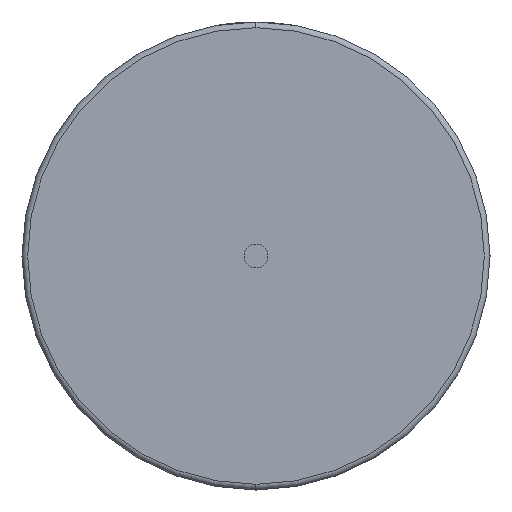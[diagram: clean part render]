
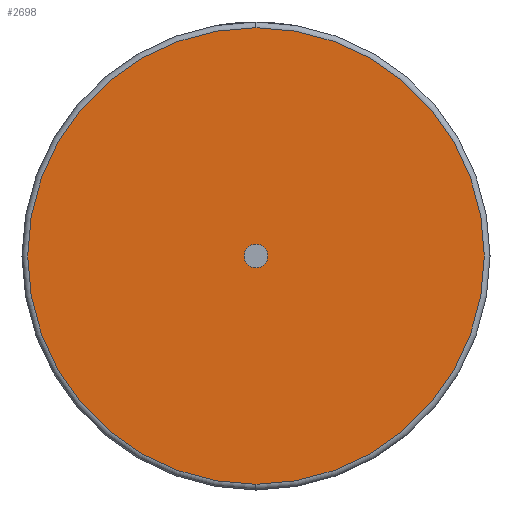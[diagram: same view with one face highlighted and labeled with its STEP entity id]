
A CAD part, left-side view. The second image highlights one B-rep face of the part: STEP entity #2698.
In plain terms, the highlighted planar face has unit normal (-1, 0, 0).
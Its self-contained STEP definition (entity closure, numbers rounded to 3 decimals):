
#481 = CIRCLE ( 'NONE', #3908, 10. ) ;
#573 = CARTESIAN_POINT ( 'NONE',  ( 0., 0., -10. ) ) ;
#788 = EDGE_LOOP ( 'NONE', ( #1729, #2569 ) ) ;
#876 = VERTEX_POINT ( 'NONE', #3490 ) ;
#909 = AXIS2_PLACEMENT_3D ( 'NONE', #3959, #4315, #4639 ) ;
#1264 = AXIS2_PLACEMENT_3D ( 'NONE', #4303, #2104, #1782 ) ;
#1364 = DIRECTION ( 'NONE',  ( 0., 0., -1. ) ) ;
#1655 = EDGE_LOOP ( 'NONE', ( #4739, #4119 ) ) ;
#1729 = ORIENTED_EDGE ( 'NONE', *, *, #2750, .F. ) ;
#1782 = DIRECTION ( 'NONE',  ( 0., 0., -1. ) ) ;
#1840 = DIRECTION ( 'NONE',  ( 0., 0., -1. ) ) ;
#1896 = VERTEX_POINT ( 'NONE', #4067 ) ;
#1905 = EDGE_CURVE ( 'NONE', #1896, #2633, #481, .T. ) ;
#2041 = VERTEX_POINT ( 'NONE', #3774 ) ;
#2089 = DIRECTION ( 'NONE',  ( -1., 0., 0. ) ) ;
#2104 = DIRECTION ( 'NONE',  ( -1., 0., 0. ) ) ;
#2135 = CARTESIAN_POINT ( 'NONE',  ( 0., 0., 0. ) ) ;
#2569 = ORIENTED_EDGE ( 'NONE', *, *, #2727, .F. ) ;
#2633 = VERTEX_POINT ( 'NONE', #573 ) ;
#2698 = ADVANCED_FACE ( 'NONE', ( #3754, #4605 ), #4271, .F. ) ;
#2727 = EDGE_CURVE ( 'NONE', #2041, #876, #3951, .T. ) ;
#2750 = EDGE_CURVE ( 'NONE', #876, #2041, #3727, .T. ) ;
#2807 = CARTESIAN_POINT ( 'NONE',  ( 0., 0., 0. ) ) ;
#2878 = AXIS2_PLACEMENT_3D ( 'NONE', #2135, #2089, #4712 ) ;
#3276 = DIRECTION ( 'NONE',  ( -1., 0., 0. ) ) ;
#3490 = CARTESIAN_POINT ( 'NONE',  ( 0., 0., -0.515 ) ) ;
#3727 = CIRCLE ( 'NONE', #2878, 0.515 ) ;
#3754 = FACE_OUTER_BOUND ( 'NONE', #1655, .T. ) ;
#3774 = CARTESIAN_POINT ( 'NONE',  ( 0., 0., 0.515 ) ) ;
#3862 = DIRECTION ( 'NONE',  ( -1., 0., 0. ) ) ;
#3908 = AXIS2_PLACEMENT_3D ( 'NONE', #4750, #3276, #1840 ) ;
#3925 = CIRCLE ( 'NONE', #4494, 10. ) ;
#3951 = CIRCLE ( 'NONE', #1264, 0.515 ) ;
#3959 = CARTESIAN_POINT ( 'NONE',  ( 0., 0., 0. ) ) ;
#4067 = CARTESIAN_POINT ( 'NONE',  ( 0., 0., 10. ) ) ;
#4119 = ORIENTED_EDGE ( 'NONE', *, *, #1905, .T. ) ;
#4271 = PLANE ( 'NONE',  #909 ) ;
#4303 = CARTESIAN_POINT ( 'NONE',  ( 0., 0., 0. ) ) ;
#4315 = DIRECTION ( 'NONE',  ( 1., 0., 0. ) ) ;
#4494 = AXIS2_PLACEMENT_3D ( 'NONE', #2807, #3862, #1364 ) ;
#4601 = EDGE_CURVE ( 'NONE', #2633, #1896, #3925, .T. ) ;
#4605 = FACE_BOUND ( 'NONE', #788, .T. ) ;
#4639 = DIRECTION ( 'NONE',  ( 0., 0., -1. ) ) ;
#4712 = DIRECTION ( 'NONE',  ( 0., 0., -1. ) ) ;
#4739 = ORIENTED_EDGE ( 'NONE', *, *, #4601, .T. ) ;
#4750 = CARTESIAN_POINT ( 'NONE',  ( 0., 0., 0. ) ) ;
